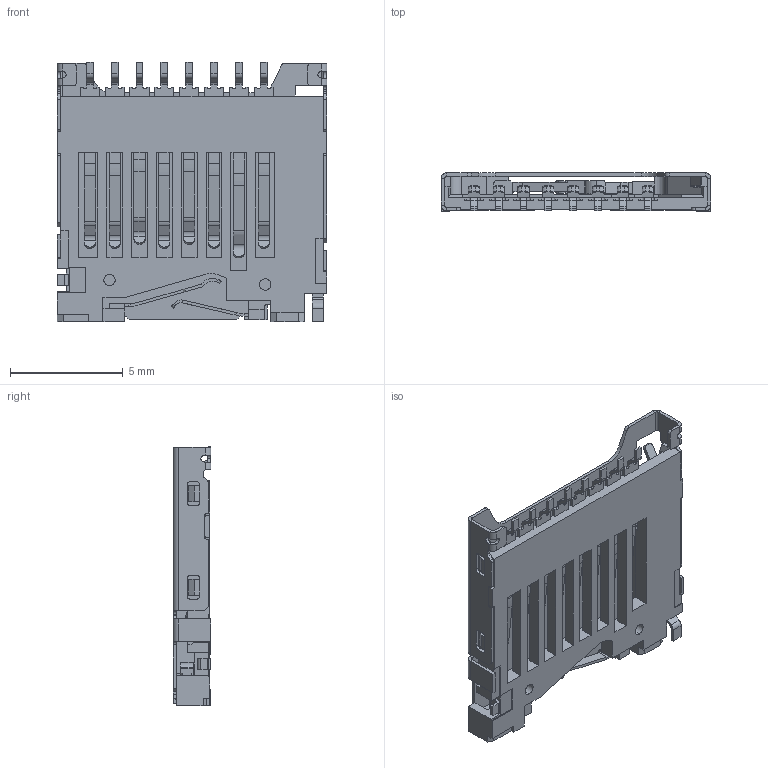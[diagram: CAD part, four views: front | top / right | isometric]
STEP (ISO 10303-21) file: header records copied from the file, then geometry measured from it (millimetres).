
FILE_DESCRIPTION (( 'STEP AP214' ), '1' );
FILE_NAME ('114-00841-68.STEP', '2020-03-12T03:20:33', ( '' ), ( '' ), 'SwSTEP 2.0', 'SolidWorks 2017', '' );
FILE_SCHEMA (( 'AUTOMOTIVE_DESIGN' ));
Length unit declared in the file: millimetre
Products named in the file (1): 114-00841-68
Bounding box: 11.95 x 1.68 x 11.5 mm (x, y, z)
Volume: 83.1 mm3; surface area: 683.9 mm2
Topology: 14 solids, 14 shells, 1023 faces, 2804 edges, 1785 vertices
Faces by surface type: plane 625, cylinder 350, torus 32, bspline 16
Entity records: 32713 total; most frequent: CARTESIAN_POINT 6237, ORIENTED_EDGE 5576, DIRECTION 5466, EDGE_CURVE 2788, VECTOR 2018, LINE 2018, VERTEX_POINT 1785, AXIS2_PLACEMENT_3D 1724
